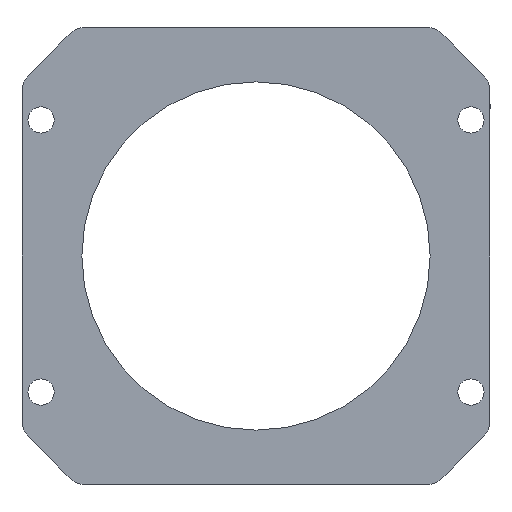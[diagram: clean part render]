
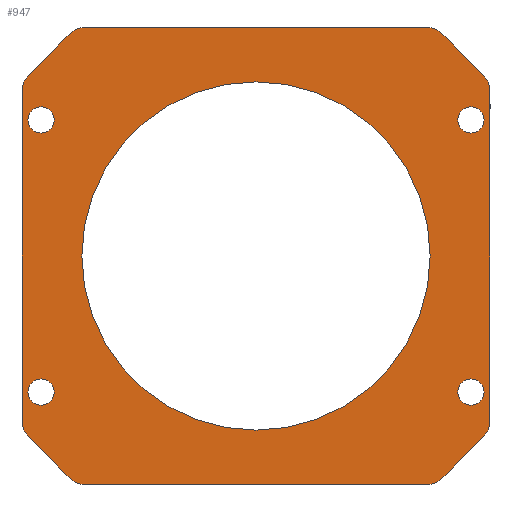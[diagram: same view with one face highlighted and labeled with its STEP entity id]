
A CAD part, left-side view. The second image highlights one B-rep face of the part: STEP entity #947.
In plain terms, the highlighted planar face has unit normal (-1, 0, 0).
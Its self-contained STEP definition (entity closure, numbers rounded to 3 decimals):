
#28=PLANE('',#1062);
#48=FACE_BOUND('',#306,.T.);
#49=FACE_BOUND('',#307,.T.);
#50=FACE_BOUND('',#308,.T.);
#51=FACE_BOUND('',#309,.T.);
#52=FACE_BOUND('',#310,.T.);
#59=LINE('',#1451,#111);
#66=LINE('',#1487,#118);
#90=LINE('',#1736,#142);
#94=LINE('',#1752,#146);
#97=LINE('',#1760,#149);
#100=LINE('',#1770,#152);
#102=LINE('',#1778,#154);
#104=LINE('',#1784,#156);
#111=VECTOR('',#1089,31.343);
#118=VECTOR('',#1108,31.343);
#142=VECTOR('',#1256,30.343);
#146=VECTOR('',#1266,30.343);
#149=VECTOR('',#1275,5.414);
#152=VECTOR('',#1288,5.414);
#154=VECTOR('',#1300,5.414);
#156=VECTOR('',#1308,5.414);
#234=FACE_OUTER_BOUND('',#305,.T.);
#305=EDGE_LOOP('',(#863,#864,#865,#866,#867,#868,#869,#870,#871,#872,#873,
#874,#875,#876,#877,#878));
#306=EDGE_LOOP('',(#879));
#307=EDGE_LOOP('',(#880));
#308=EDGE_LOOP('',(#881));
#309=EDGE_LOOP('',(#882));
#310=EDGE_LOOP('',(#883));
#333=CIRCLE('',#969,16.);
#368=CIRCLE('',#1025,2.);
#369=CIRCLE('',#1028,2.);
#370=CIRCLE('',#1031,2.);
#371=CIRCLE('',#1034,2.);
#372=CIRCLE('',#1036,2.);
#373=CIRCLE('',#1039,2.);
#374=CIRCLE('',#1041,2.);
#375=CIRCLE('',#1044,2.);
#377=CIRCLE('',#1049,1.2);
#379=CIRCLE('',#1053,1.2);
#381=CIRCLE('',#1057,1.2);
#383=CIRCLE('',#1061,1.2);
#405=VERTEX_POINT('',#1448);
#406=VERTEX_POINT('',#1450);
#416=VERTEX_POINT('',#1484);
#417=VERTEX_POINT('',#1486);
#422=VERTEX_POINT('',#1502);
#465=VERTEX_POINT('',#1722);
#466=VERTEX_POINT('',#1723);
#467=VERTEX_POINT('',#1734);
#468=VERTEX_POINT('',#1738);
#469=VERTEX_POINT('',#1739);
#470=VERTEX_POINT('',#1750);
#471=VERTEX_POINT('',#1754);
#472=VERTEX_POINT('',#1758);
#473=VERTEX_POINT('',#1762);
#474=VERTEX_POINT('',#1766);
#475=VERTEX_POINT('',#1774);
#476=VERTEX_POINT('',#1780);
#478=VERTEX_POINT('',#1789);
#480=VERTEX_POINT('',#1795);
#482=VERTEX_POINT('',#1801);
#484=VERTEX_POINT('',#1807);
#500=EDGE_CURVE('',#406,#405,#59,.T.);
#513=EDGE_CURVE('',#417,#416,#66,.T.);
#520=EDGE_CURVE('',#422,#422,#333,.T.);
#580=EDGE_CURVE('',#465,#466,#368,.T.);
#586=EDGE_CURVE('',#465,#467,#90,.T.);
#587=EDGE_CURVE('',#468,#469,#369,.T.);
#593=EDGE_CURVE('',#468,#470,#94,.T.);
#595=EDGE_CURVE('',#471,#470,#370,.T.);
#597=EDGE_CURVE('',#472,#471,#97,.T.);
#598=EDGE_CURVE('',#417,#473,#371,.T.);
#601=EDGE_CURVE('',#474,#416,#372,.T.);
#602=EDGE_CURVE('',#469,#474,#100,.T.);
#603=EDGE_CURVE('',#406,#472,#373,.T.);
#605=EDGE_CURVE('',#475,#405,#374,.T.);
#606=EDGE_CURVE('',#466,#475,#102,.T.);
#608=EDGE_CURVE('',#476,#467,#375,.T.);
#609=EDGE_CURVE('',#473,#476,#104,.T.);
#611=EDGE_CURVE('',#478,#478,#377,.T.);
#613=EDGE_CURVE('',#480,#480,#379,.T.);
#615=EDGE_CURVE('',#482,#482,#381,.T.);
#617=EDGE_CURVE('',#484,#484,#383,.T.);
#863=ORIENTED_EDGE('',*,*,#580,.F.);
#864=ORIENTED_EDGE('',*,*,#586,.T.);
#865=ORIENTED_EDGE('',*,*,#608,.F.);
#866=ORIENTED_EDGE('',*,*,#609,.F.);
#867=ORIENTED_EDGE('',*,*,#598,.F.);
#868=ORIENTED_EDGE('',*,*,#513,.T.);
#869=ORIENTED_EDGE('',*,*,#601,.F.);
#870=ORIENTED_EDGE('',*,*,#602,.F.);
#871=ORIENTED_EDGE('',*,*,#587,.F.);
#872=ORIENTED_EDGE('',*,*,#593,.T.);
#873=ORIENTED_EDGE('',*,*,#595,.F.);
#874=ORIENTED_EDGE('',*,*,#597,.F.);
#875=ORIENTED_EDGE('',*,*,#603,.F.);
#876=ORIENTED_EDGE('',*,*,#500,.T.);
#877=ORIENTED_EDGE('',*,*,#605,.F.);
#878=ORIENTED_EDGE('',*,*,#606,.F.);
#879=ORIENTED_EDGE('',*,*,#520,.T.);
#880=ORIENTED_EDGE('',*,*,#611,.T.);
#881=ORIENTED_EDGE('',*,*,#613,.T.);
#882=ORIENTED_EDGE('',*,*,#615,.T.);
#883=ORIENTED_EDGE('',*,*,#617,.T.);
#947=ADVANCED_FACE('',(#234,#48,#49,#50,#51,#52),#28,.F.);
#969=AXIS2_PLACEMENT_3D('',#1503,#1120,#1121);
#1025=AXIS2_PLACEMENT_3D('',#1724,#1249,#1250);
#1028=AXIS2_PLACEMENT_3D('',#1740,#1259,#1260);
#1031=AXIS2_PLACEMENT_3D('',#1756,#1270,#1271);
#1034=AXIS2_PLACEMENT_3D('',#1763,#1278,#1279);
#1036=AXIS2_PLACEMENT_3D('',#1768,#1284,#1285);
#1039=AXIS2_PLACEMENT_3D('',#1772,#1291,#1292);
#1041=AXIS2_PLACEMENT_3D('',#1776,#1296,#1297);
#1044=AXIS2_PLACEMENT_3D('',#1782,#1304,#1305);
#1049=AXIS2_PLACEMENT_3D('',#1790,#1315,#1316);
#1053=AXIS2_PLACEMENT_3D('',#1796,#1323,#1324);
#1057=AXIS2_PLACEMENT_3D('',#1802,#1331,#1332);
#1061=AXIS2_PLACEMENT_3D('',#1808,#1339,#1340);
#1062=AXIS2_PLACEMENT_3D('',#1809,#1341,#1342);
#1089=DIRECTION('',(0.,-1.,0.));
#1108=DIRECTION('',(0.,1.,0.));
#1120=DIRECTION('center_axis',(1.,0.,0.));
#1121=DIRECTION('ref_axis',(0.,0.,-1.));
#1249=DIRECTION('center_axis',(1.,0.,0.));
#1250=DIRECTION('ref_axis',(0.,-0.924,-0.383));
#1256=DIRECTION('',(0.,0.,1.));
#1259=DIRECTION('center_axis',(1.,0.,0.));
#1260=DIRECTION('ref_axis',(0.,0.924,0.383));
#1266=DIRECTION('',(0.,0.,-1.));
#1270=DIRECTION('center_axis',(1.,0.,0.));
#1271=DIRECTION('ref_axis',(0.,0.924,-0.383));
#1275=DIRECTION('',(0.,0.707,0.707));
#1278=DIRECTION('center_axis',(1.,0.,0.));
#1279=DIRECTION('ref_axis',(0.,-0.383,0.924));
#1284=DIRECTION('center_axis',(1.,0.,0.));
#1285=DIRECTION('ref_axis',(0.,0.383,0.924));
#1288=DIRECTION('',(0.,-0.707,0.707));
#1291=DIRECTION('center_axis',(1.,0.,0.));
#1292=DIRECTION('ref_axis',(0.,0.383,-0.924));
#1296=DIRECTION('center_axis',(1.,0.,0.));
#1297=DIRECTION('ref_axis',(0.,-0.383,-0.924));
#1300=DIRECTION('',(0.,0.707,-0.707));
#1304=DIRECTION('center_axis',(1.,0.,0.));
#1305=DIRECTION('ref_axis',(0.,-0.924,0.383));
#1308=DIRECTION('',(0.,-0.707,-0.707));
#1315=DIRECTION('center_axis',(1.,0.,0.));
#1316=DIRECTION('ref_axis',(0.,0.,-1.));
#1323=DIRECTION('center_axis',(1.,0.,0.));
#1324=DIRECTION('ref_axis',(0.,0.,-1.));
#1331=DIRECTION('center_axis',(1.,0.,0.));
#1332=DIRECTION('ref_axis',(0.,0.,-1.));
#1339=DIRECTION('center_axis',(1.,0.,0.));
#1340=DIRECTION('ref_axis',(0.,0.,-1.));
#1341=DIRECTION('center_axis',(1.,0.,0.));
#1342=DIRECTION('ref_axis',(0.,0.,-1.));
#1448=CARTESIAN_POINT('',(0.,-15.672,-21.));
#1450=CARTESIAN_POINT('',(0.,15.672,-21.));
#1451=CARTESIAN_POINT('',(0.,21.5,-21.));
#1484=CARTESIAN_POINT('',(0.,15.672,21.));
#1486=CARTESIAN_POINT('',(0.,-15.672,21.));
#1487=CARTESIAN_POINT('',(0.,-21.5,21.));
#1502=CARTESIAN_POINT('',(0.,0.,-16.));
#1503=CARTESIAN_POINT('Origin',(0.,0.,0.));
#1722=CARTESIAN_POINT('',(0.,-21.5,-15.172));
#1723=CARTESIAN_POINT('',(0.,-20.914,-16.586));
#1724=CARTESIAN_POINT('Origin',(0.,-19.5,-15.172));
#1734=CARTESIAN_POINT('',(0.,-21.5,15.172));
#1736=CARTESIAN_POINT('',(0.,-21.5,-21.));
#1738=CARTESIAN_POINT('',(0.,21.5,15.172));
#1739=CARTESIAN_POINT('',(0.,20.914,16.586));
#1740=CARTESIAN_POINT('Origin',(0.,19.5,15.172));
#1750=CARTESIAN_POINT('',(0.,21.5,-15.172));
#1752=CARTESIAN_POINT('',(0.,21.5,21.));
#1754=CARTESIAN_POINT('',(0.,20.914,-16.586));
#1756=CARTESIAN_POINT('Origin',(0.,19.5,-15.172));
#1758=CARTESIAN_POINT('',(0.,17.086,-20.414));
#1760=CARTESIAN_POINT('',(0.,18.875,-18.625));
#1762=CARTESIAN_POINT('',(0.,-17.086,20.414));
#1763=CARTESIAN_POINT('Origin',(0.,-15.672,19.));
#1766=CARTESIAN_POINT('',(0.,17.086,20.414));
#1768=CARTESIAN_POINT('Origin',(0.,15.672,19.));
#1770=CARTESIAN_POINT('',(0.,18.875,18.625));
#1772=CARTESIAN_POINT('Origin',(0.,15.672,-19.));
#1774=CARTESIAN_POINT('',(0.,-17.086,-20.414));
#1776=CARTESIAN_POINT('Origin',(0.,-15.672,-19.));
#1778=CARTESIAN_POINT('',(0.,-18.875,-18.625));
#1780=CARTESIAN_POINT('',(0.,-20.914,16.586));
#1782=CARTESIAN_POINT('Origin',(0.,-19.5,15.172));
#1784=CARTESIAN_POINT('',(0.,-18.875,18.625));
#1789=CARTESIAN_POINT('',(0.,-19.75,-11.3));
#1790=CARTESIAN_POINT('Origin',(0.,-19.75,-12.5));
#1795=CARTESIAN_POINT('',(0.,19.75,-11.3));
#1796=CARTESIAN_POINT('Origin',(0.,19.75,-12.5));
#1801=CARTESIAN_POINT('',(0.,19.75,13.7));
#1802=CARTESIAN_POINT('Origin',(0.,19.75,12.5));
#1807=CARTESIAN_POINT('',(0.,-19.75,13.7));
#1808=CARTESIAN_POINT('Origin',(0.,-19.75,12.5));
#1809=CARTESIAN_POINT('Origin',(0.,0.,0.));
